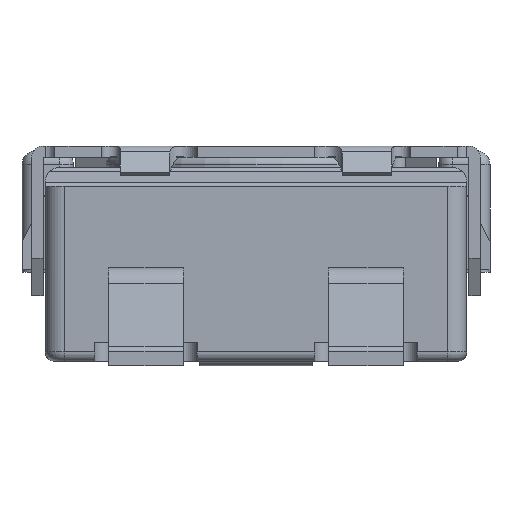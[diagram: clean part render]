
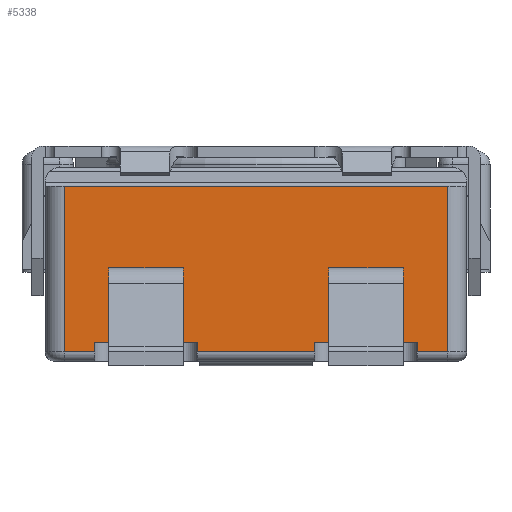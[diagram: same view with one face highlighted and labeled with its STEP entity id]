
A CAD part, front view. The second image highlights one B-rep face of the part: STEP entity #5338.
In plain terms, the highlighted planar face has unit normal (0, -1, 0).
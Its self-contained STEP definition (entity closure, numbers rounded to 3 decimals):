
#797=ORIENTED_EDGE('',*,*,#2259,.F.);
#798=ORIENTED_EDGE('',*,*,#2260,.T.);
#799=ORIENTED_EDGE('',*,*,#2261,.T.);
#800=ORIENTED_EDGE('',*,*,#2262,.F.);
#801=ORIENTED_EDGE('',*,*,#2263,.F.);
#802=ORIENTED_EDGE('',*,*,#2264,.T.);
#803=ORIENTED_EDGE('',*,*,#2265,.T.);
#804=ORIENTED_EDGE('',*,*,#2266,.F.);
#805=ORIENTED_EDGE('',*,*,#2267,.F.);
#806=ORIENTED_EDGE('',*,*,#2268,.T.);
#807=ORIENTED_EDGE('',*,*,#2269,.T.);
#808=ORIENTED_EDGE('',*,*,#2270,.F.);
#2259=EDGE_CURVE('',#3014,#3015,#3541,.T.);
#2260=EDGE_CURVE('',#3014,#3016,#3542,.T.);
#2261=EDGE_CURVE('',#3016,#3017,#3543,.T.);
#2262=EDGE_CURVE('',#3018,#3017,#3544,.T.);
#2263=EDGE_CURVE('',#3019,#3018,#3545,.T.);
#2264=EDGE_CURVE('',#3019,#3020,#3546,.T.);
#2265=EDGE_CURVE('',#3020,#3021,#3547,.T.);
#2266=EDGE_CURVE('',#3022,#3021,#3548,.T.);
#2267=EDGE_CURVE('',#3023,#3022,#3549,.T.);
#2268=EDGE_CURVE('',#3023,#3024,#3550,.T.);
#2269=EDGE_CURVE('',#3024,#3025,#3551,.T.);
#2270=EDGE_CURVE('',#3015,#3025,#3552,.T.);
#3014=VERTEX_POINT('',#9917);
#3015=VERTEX_POINT('',#9918);
#3016=VERTEX_POINT('',#9920);
#3017=VERTEX_POINT('',#9922);
#3018=VERTEX_POINT('',#9924);
#3019=VERTEX_POINT('',#9926);
#3020=VERTEX_POINT('',#9928);
#3021=VERTEX_POINT('',#9930);
#3022=VERTEX_POINT('',#9932);
#3023=VERTEX_POINT('',#9934);
#3024=VERTEX_POINT('',#9936);
#3025=VERTEX_POINT('',#9938);
#3541=LINE('',#9916,#4079);
#3542=LINE('',#9919,#4080);
#3543=LINE('',#9921,#4081);
#3544=LINE('',#9923,#4082);
#3545=LINE('',#9925,#4083);
#3546=LINE('',#9927,#4084);
#3547=LINE('',#9929,#4085);
#3548=LINE('',#9931,#4086);
#3549=LINE('',#9933,#4087);
#3550=LINE('',#9935,#4088);
#3551=LINE('',#9937,#4089);
#3552=LINE('',#9939,#4090);
#4079=VECTOR('',#8227,1000.);
#4080=VECTOR('',#8228,1000.);
#4081=VECTOR('',#8229,1000.);
#4082=VECTOR('',#8230,1000.);
#4083=VECTOR('',#8231,1000.);
#4084=VECTOR('',#8232,1000.);
#4085=VECTOR('',#8233,1000.);
#4086=VECTOR('',#8234,1000.);
#4087=VECTOR('',#8235,1000.);
#4088=VECTOR('',#8236,1000.);
#4089=VECTOR('',#8237,1000.);
#4090=VECTOR('',#8238,1000.);
#4546=EDGE_LOOP('',(#797,#798,#799,#800,#801,#802,#803,#804,#805,#806,#807,
#808));
#4860=FACE_BOUND('',#4546,.T.);
#5149=PLANE('',#7411);
#5338=ADVANCED_FACE('',(#4860),#5149,.F.);
#7411=AXIS2_PLACEMENT_3D('',#9915,#8225,#8226);
#8225=DIRECTION('',(0.,1.,0.));
#8226=DIRECTION('',(0.,0.,1.));
#8227=DIRECTION('',(0.,0.,-1.));
#8228=DIRECTION('',(1.,0.,0.));
#8229=DIRECTION('',(0.,0.,-1.));
#8230=DIRECTION('',(-1.,0.,0.));
#8231=DIRECTION('',(0.,0.,-1.));
#8232=DIRECTION('',(1.,0.,0.));
#8233=DIRECTION('',(0.,0.,-1.));
#8234=DIRECTION('',(-1.,0.,0.));
#8235=DIRECTION('',(0.,0.,-1.));
#8236=DIRECTION('',(-1.,0.,0.));
#8237=DIRECTION('',(0.,0.,-1.));
#8238=DIRECTION('',(-1.,0.,0.));
#9915=CARTESIAN_POINT('',(-2.05,-2.25,2.07));
#9916=CARTESIAN_POINT('',(-1.725,-2.25,0.2));
#9917=CARTESIAN_POINT('',(-1.725,-2.25,0.2));
#9918=CARTESIAN_POINT('',(-1.725,-2.25,0.1));
#9919=CARTESIAN_POINT('',(-1.725,-2.25,0.2));
#9920=CARTESIAN_POINT('',(-0.625,-2.25,0.2));
#9921=CARTESIAN_POINT('',(-0.625,-2.25,0.2));
#9922=CARTESIAN_POINT('',(-0.625,-2.25,0.1));
#9923=CARTESIAN_POINT('',(2.5,-2.25,0.1));
#9924=CARTESIAN_POINT('',(0.625,-2.25,0.1));
#9925=CARTESIAN_POINT('',(0.625,-2.25,0.2));
#9926=CARTESIAN_POINT('',(0.625,-2.25,0.2));
#9927=CARTESIAN_POINT('',(0.625,-2.25,0.2));
#9928=CARTESIAN_POINT('',(1.725,-2.25,0.2));
#9929=CARTESIAN_POINT('',(1.725,-2.25,0.2));
#9930=CARTESIAN_POINT('',(1.725,-2.25,0.1));
#9931=CARTESIAN_POINT('',(2.5,-2.25,0.1));
#9932=CARTESIAN_POINT('',(2.05,-2.25,0.1));
#9933=CARTESIAN_POINT('',(2.05,-2.25,2.07));
#9934=CARTESIAN_POINT('',(2.05,-2.25,1.87));
#9935=CARTESIAN_POINT('',(2.7,-2.25,1.87));
#9936=CARTESIAN_POINT('',(-2.05,-2.25,1.87));
#9937=CARTESIAN_POINT('',(-2.05,-2.25,2.07));
#9938=CARTESIAN_POINT('',(-2.05,-2.25,0.1));
#9939=CARTESIAN_POINT('',(2.5,-2.25,0.1));
